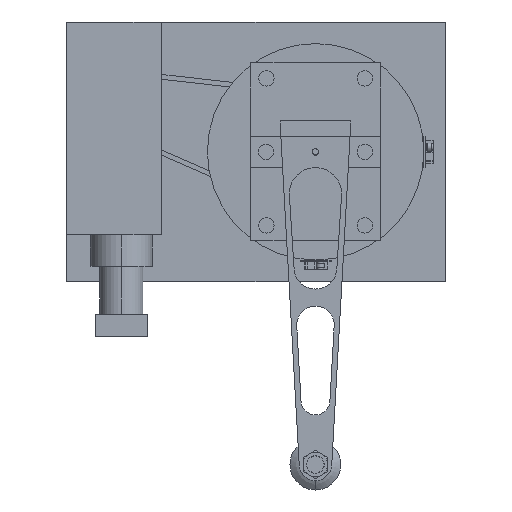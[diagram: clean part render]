
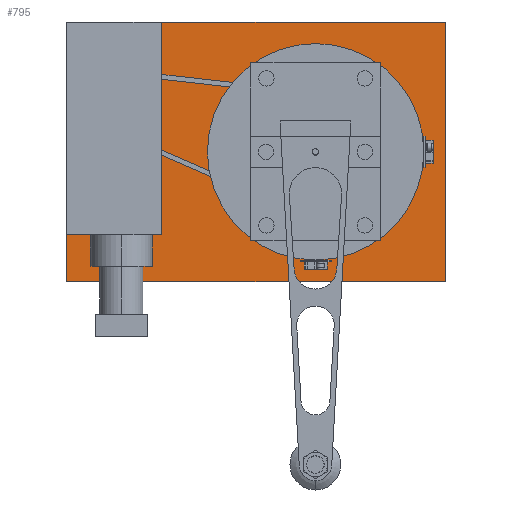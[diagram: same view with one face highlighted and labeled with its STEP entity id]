
A CAD part, left-side view. The second image highlights one B-rep face of the part: STEP entity #795.
In plain terms, the highlighted face is planar.
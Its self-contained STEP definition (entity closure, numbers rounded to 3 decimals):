
#680=DIRECTION('',(1.,0.,0.));
#681=VECTOR('',#680,168.1);
#682=CARTESIAN_POINT('',(0.,10.179,0.));
#683=LINE('',#682,#681);
#684=DIRECTION('',(0.,0.,1.));
#685=VECTOR('',#684,245.304);
#686=CARTESIAN_POINT('',(0.,10.179,-245.304));
#687=LINE('',#686,#685);
#688=DIRECTION('',(-1.,0.,0.));
#689=VECTOR('',#688,168.1);
#690=CARTESIAN_POINT('',(168.1,10.179,-245.304));
#691=LINE('',#690,#689);
#692=DIRECTION('',(0.,0.,-1.));
#693=VECTOR('',#692,245.304);
#694=CARTESIAN_POINT('',(168.1,10.179,0.));
#695=LINE('',#694,#693);
#704=CARTESIAN_POINT('',(0.,10.179,0.));
#705=CARTESIAN_POINT('',(168.1,10.179,0.));
#706=VERTEX_POINT('',#704);
#707=VERTEX_POINT('',#705);
#708=CARTESIAN_POINT('',(168.1,10.179,-245.304));
#709=VERTEX_POINT('',#708);
#710=CARTESIAN_POINT('',(0.,10.179,-245.304));
#711=VERTEX_POINT('',#710);
#784=CARTESIAN_POINT('',(0.,10.179,0.));
#785=DIRECTION('',(0.,1.,0.));
#786=DIRECTION('',(1.,0.,0.));
#787=AXIS2_PLACEMENT_3D('',#784,#785,#786);
#788=PLANE('',#787);
#789=ORIENTED_EDGE('',*,*,#736,.F.);
#790=ORIENTED_EDGE('',*,*,#751,.F.);
#791=ORIENTED_EDGE('',*,*,#765,.F.);
#792=ORIENTED_EDGE('',*,*,#778,.F.);
#793=EDGE_LOOP('',(#789,#790,#791,#792));
#794=FACE_OUTER_BOUND('',#793,.F.);
#795=ADVANCED_FACE('',(#794),#788,.T.);
#736=EDGE_CURVE('',#706,#707,#683,.T.);
#751=EDGE_CURVE('',#711,#706,#687,.T.);
#765=EDGE_CURVE('',#709,#711,#691,.T.);
#778=EDGE_CURVE('',#707,#709,#695,.T.);
